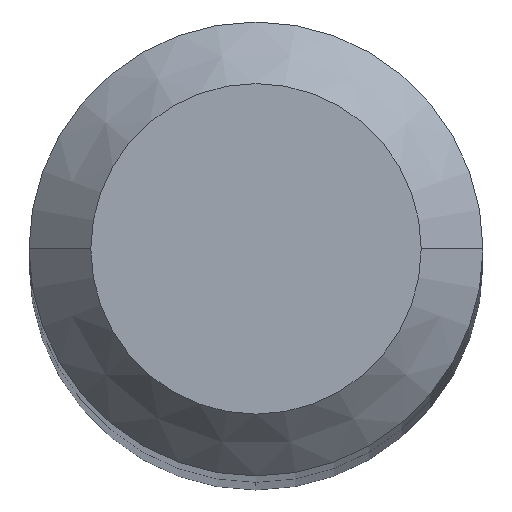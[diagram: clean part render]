
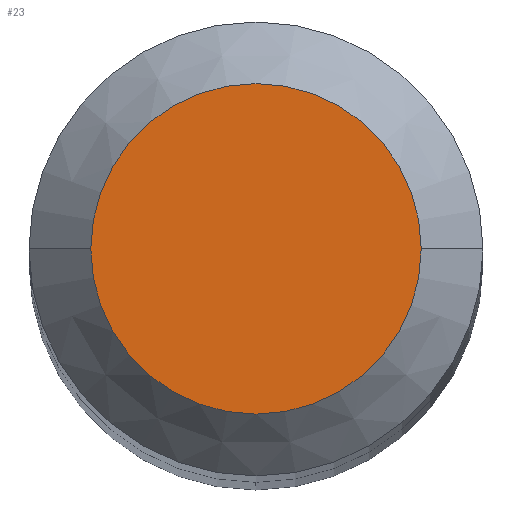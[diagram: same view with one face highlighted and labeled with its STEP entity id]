
A CAD part, top view. The second image highlights one B-rep face of the part: STEP entity #23.
In plain terms, the highlighted planar face has unit normal (0, 0, 1).
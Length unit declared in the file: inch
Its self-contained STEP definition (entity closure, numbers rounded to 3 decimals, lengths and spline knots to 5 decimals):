
#3 = AXIS2_PLACEMENT_3D ( 'NONE', #298, #204, #94 ) ;
#23 = ADVANCED_FACE ( 'NONE', ( #149 ), #378, .F. ) ;
#28 = EDGE_CURVE ( 'NONE', #307, #170, #120, .T. ) ;
#54 = DIRECTION ( 'NONE',  ( 0., 0., 1. ) ) ;
#56 = AXIS2_PLACEMENT_3D ( 'NONE', #59, #54, #193 ) ;
#57 = DIRECTION ( 'NONE',  ( 0., 0., -1. ) ) ;
#59 = CARTESIAN_POINT ( 'NONE',  ( 0., 0., 0. ) ) ;
#90 = CARTESIAN_POINT ( 'NONE',  ( 0.0455, 0., 0. ) ) ;
#94 = DIRECTION ( 'NONE',  ( 1., 0., 0. ) ) ;
#116 = EDGE_LOOP ( 'NONE', ( #251, #168 ) ) ;
#119 = CARTESIAN_POINT ( 'NONE',  ( 0., 0., 0. ) ) ;
#120 = CIRCLE ( 'NONE', #56, 0.0455 ) ;
#129 = AXIS2_PLACEMENT_3D ( 'NONE', #119, #57, #346 ) ;
#149 = FACE_OUTER_BOUND ( 'NONE', #116, .T. ) ;
#168 = ORIENTED_EDGE ( 'NONE', *, *, #260, .T. ) ;
#170 = VERTEX_POINT ( 'NONE', #90 ) ;
#172 = CARTESIAN_POINT ( 'NONE',  ( -0.0455, 0., 0. ) ) ;
#193 = DIRECTION ( 'NONE',  ( 1., 0., 0. ) ) ;
#204 = DIRECTION ( 'NONE',  ( 0., 0., 1. ) ) ;
#251 = ORIENTED_EDGE ( 'NONE', *, *, #28, .T. ) ;
#260 = EDGE_CURVE ( 'NONE', #170, #307, #335, .T. ) ;
#298 = CARTESIAN_POINT ( 'NONE',  ( 0., 0., 0. ) ) ;
#307 = VERTEX_POINT ( 'NONE', #172 ) ;
#335 = CIRCLE ( 'NONE', #3, 0.0455 ) ;
#346 = DIRECTION ( 'NONE',  ( -1., 0., 0. ) ) ;
#378 = PLANE ( 'NONE',  #129 ) ;
